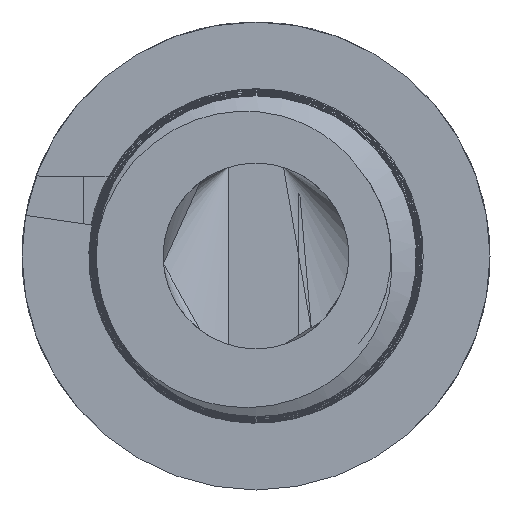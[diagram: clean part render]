
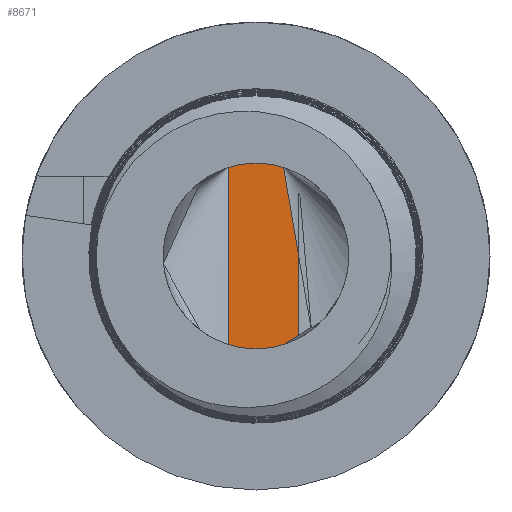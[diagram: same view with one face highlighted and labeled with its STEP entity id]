
A CAD part, front view. The second image highlights one B-rep face of the part: STEP entity #8671.
In plain terms, the highlighted planar face has unit normal (0, -1, 0).
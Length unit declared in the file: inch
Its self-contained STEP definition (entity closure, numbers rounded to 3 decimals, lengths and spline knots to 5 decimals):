
#228 = CARTESIAN_POINT ( 'NONE',  ( 0., -0.175, 0. ) ) ;
#402 = CARTESIAN_POINT ( 'NONE',  ( 0., -0.175, 0.135 ) ) ;
#518 = CIRCLE ( 'NONE', #2897, 0.135 ) ;
#751 = VERTEX_POINT ( 'NONE', #402 ) ;
#1113 = DIRECTION ( 'NONE',  ( 0., 0., -1. ) ) ;
#1877 = FACE_OUTER_BOUND ( 'NONE', #3582, .T. ) ;
#1893 = CARTESIAN_POINT ( 'NONE',  ( 0., -0.175, 0. ) ) ;
#2757 = DIRECTION ( 'NONE',  ( 0., 0., -1. ) ) ;
#2840 = PLANE ( 'NONE',  #5272 ) ;
#2897 = AXIS2_PLACEMENT_3D ( 'NONE', #1893, #7866, #2757 ) ;
#3016 = EDGE_CURVE ( 'NONE', #6171, #751, #6112, .T. ) ;
#3582 = EDGE_LOOP ( 'NONE', ( #8857, #10131 ) ) ;
#4234 = CARTESIAN_POINT ( 'NONE',  ( 0., -0.175, -0.135 ) ) ;
#5272 = AXIS2_PLACEMENT_3D ( 'NONE', #8827, #10521, #5478 ) ;
#5478 = DIRECTION ( 'NONE',  ( 0., 0., -1. ) ) ;
#5817 = AXIS2_PLACEMENT_3D ( 'NONE', #228, #6238, #1113 ) ;
#6112 = CIRCLE ( 'NONE', #5817, 0.135 ) ;
#6171 = VERTEX_POINT ( 'NONE', #4234 ) ;
#6238 = DIRECTION ( 'NONE',  ( 0., -1., 0. ) ) ;
#7866 = DIRECTION ( 'NONE',  ( 0., -1., 0. ) ) ;
#8671 = ADVANCED_FACE ( 'NONE', ( #1877 ), #2840, .T. ) ;
#8827 = CARTESIAN_POINT ( 'NONE',  ( 0., -0.175, 0. ) ) ;
#8857 = ORIENTED_EDGE ( 'NONE', *, *, #3016, .T. ) ;
#9688 = EDGE_CURVE ( 'NONE', #751, #6171, #518, .T. ) ;
#10131 = ORIENTED_EDGE ( 'NONE', *, *, #9688, .T. ) ;
#10521 = DIRECTION ( 'NONE',  ( 0., -1., 0. ) ) ;
